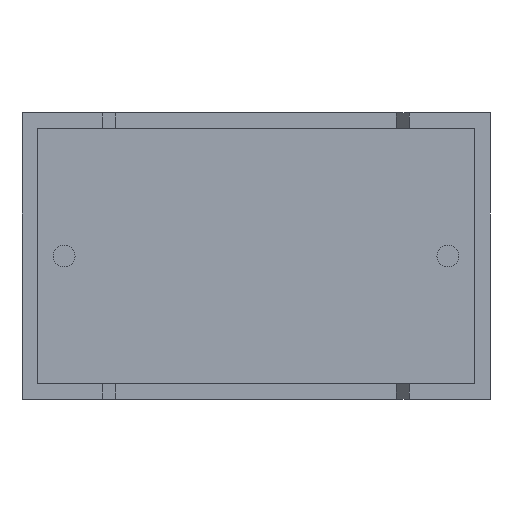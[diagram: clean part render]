
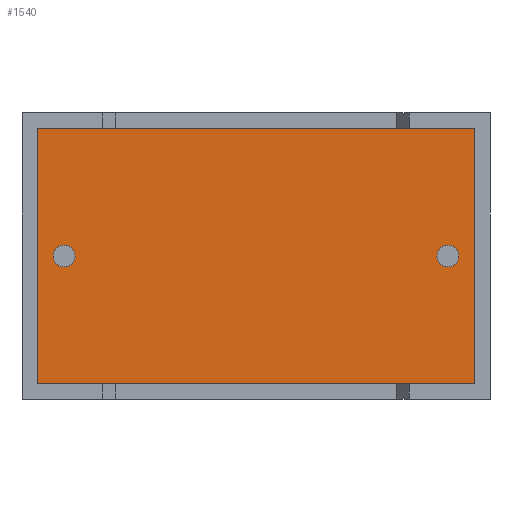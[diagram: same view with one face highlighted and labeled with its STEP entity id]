
A CAD part, front view. The second image highlights one B-rep face of the part: STEP entity #1540.
In plain terms, the highlighted planar face has unit normal (0, -1, 0).
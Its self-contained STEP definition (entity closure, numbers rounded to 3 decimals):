
#4 = CARTESIAN_POINT ( 'NONE',  ( 17.69, 0.75, 0.61 ) ) ;
#17 = DIRECTION ( 'NONE',  ( 0., -1., 0. ) ) ;
#49 = CARTESIAN_POINT ( 'NONE',  ( 0.61, 0.75, 10.59 ) ) ;
#116 = AXIS2_PLACEMENT_3D ( 'NONE', #1394, #932, #2139 ) ;
#160 = CARTESIAN_POINT ( 'NONE',  ( 0.61, 0.75, 0.61 ) ) ;
#270 = CARTESIAN_POINT ( 'NONE',  ( 1.65, 0.75, 5.175 ) ) ;
#277 = ORIENTED_EDGE ( 'NONE', *, *, #678, .T. ) ;
#426 = LINE ( 'NONE', #160, #2975 ) ;
#453 = DIRECTION ( 'NONE',  ( 0., 0., -1. ) ) ;
#472 = VERTEX_POINT ( 'NONE', #270 ) ;
#481 = CARTESIAN_POINT ( 'NONE',  ( 17.69, 0.75, 10.59 ) ) ;
#507 = EDGE_LOOP ( 'NONE', ( #1963, #810 ) ) ;
#532 = CARTESIAN_POINT ( 'NONE',  ( 1.65, 0.75, 5.6 ) ) ;
#538 = DIRECTION ( 'NONE',  ( 0., 0., -1. ) ) ;
#678 = EDGE_CURVE ( 'NONE', #879, #2884, #426, .T. ) ;
#718 = CIRCLE ( 'NONE', #2447, 0.425 ) ;
#810 = ORIENTED_EDGE ( 'NONE', *, *, #2372, .F. ) ;
#814 = ORIENTED_EDGE ( 'NONE', *, *, #2580, .F. ) ;
#816 = CARTESIAN_POINT ( 'NONE',  ( 16.65, 0.75, 5.6 ) ) ;
#879 = VERTEX_POINT ( 'NONE', #2451 ) ;
#932 = DIRECTION ( 'NONE',  ( 0., -1., 0. ) ) ;
#968 = ORIENTED_EDGE ( 'NONE', *, *, #1129, .T. ) ;
#1033 = CARTESIAN_POINT ( 'NONE',  ( 16.65, 0.75, 5.175 ) ) ;
#1129 = EDGE_CURVE ( 'NONE', #1378, #1745, #1184, .T. ) ;
#1136 = CARTESIAN_POINT ( 'NONE',  ( 17.69, 0.75, 10.59 ) ) ;
#1147 = EDGE_CURVE ( 'NONE', #2884, #1378, #2130, .T. ) ;
#1179 = VERTEX_POINT ( 'NONE', #2575 ) ;
#1184 = LINE ( 'NONE', #481, #1649 ) ;
#1193 = PLANE ( 'NONE',  #116 ) ;
#1250 = AXIS2_PLACEMENT_3D ( 'NONE', #1413, #17, #2624 ) ;
#1305 = CIRCLE ( 'NONE', #2103, 0.425 ) ;
#1326 = ORIENTED_EDGE ( 'NONE', *, *, #1656, .T. ) ;
#1364 = CIRCLE ( 'NONE', #2695, 0.425 ) ;
#1378 = VERTEX_POINT ( 'NONE', #1136 ) ;
#1394 = CARTESIAN_POINT ( 'NONE',  ( 0., 0.75, 0. ) ) ;
#1413 = CARTESIAN_POINT ( 'NONE',  ( 1.65, 0.75, 5.6 ) ) ;
#1418 = CARTESIAN_POINT ( 'NONE',  ( 17.69, 0.75, 0.61 ) ) ;
#1425 = FACE_BOUND ( 'NONE', #1783, .T. ) ;
#1510 = EDGE_CURVE ( 'NONE', #1632, #472, #2541, .T. ) ;
#1540 = ADVANCED_FACE ( 'NONE', ( #2340, #1926, #1425 ), #1193, .T. ) ;
#1564 = EDGE_LOOP ( 'NONE', ( #1326, #277, #1880, #968 ) ) ;
#1594 = CARTESIAN_POINT ( 'NONE',  ( 16.65, 0.75, 5.6 ) ) ;
#1632 = VERTEX_POINT ( 'NONE', #1738 ) ;
#1649 = VECTOR ( 'NONE', #2401, 1000. ) ;
#1656 = EDGE_CURVE ( 'NONE', #1745, #879, #1755, .T. ) ;
#1738 = CARTESIAN_POINT ( 'NONE',  ( 1.65, 0.75, 6.025 ) ) ;
#1745 = VERTEX_POINT ( 'NONE', #1879 ) ;
#1755 = LINE ( 'NONE', #49, #2248 ) ;
#1769 = DIRECTION ( 'NONE',  ( 0., 0., -1. ) ) ;
#1774 = EDGE_CURVE ( 'NONE', #1179, #2373, #1305, .T. ) ;
#1783 = EDGE_LOOP ( 'NONE', ( #2370, #814 ) ) ;
#1841 = DIRECTION ( 'NONE',  ( 0., -1., 0. ) ) ;
#1879 = CARTESIAN_POINT ( 'NONE',  ( 0.61, 0.75, 10.59 ) ) ;
#1880 = ORIENTED_EDGE ( 'NONE', *, *, #1147, .T. ) ;
#1926 = FACE_OUTER_BOUND ( 'NONE', #1564, .T. ) ;
#1963 = ORIENTED_EDGE ( 'NONE', *, *, #1774, .F. ) ;
#2103 = AXIS2_PLACEMENT_3D ( 'NONE', #1594, #1841, #453 ) ;
#2130 = LINE ( 'NONE', #4, #2827 ) ;
#2136 = DIRECTION ( 'NONE',  ( 0., -1., 0. ) ) ;
#2139 = DIRECTION ( 'NONE',  ( 0., 0., -1. ) ) ;
#2150 = DIRECTION ( 'NONE',  ( 0., 0., -1. ) ) ;
#2248 = VECTOR ( 'NONE', #538, 1000. ) ;
#2340 = FACE_BOUND ( 'NONE', #507, .T. ) ;
#2370 = ORIENTED_EDGE ( 'NONE', *, *, #1510, .F. ) ;
#2372 = EDGE_CURVE ( 'NONE', #2373, #1179, #1364, .T. ) ;
#2373 = VERTEX_POINT ( 'NONE', #1033 ) ;
#2401 = DIRECTION ( 'NONE',  ( -1., 0., 0. ) ) ;
#2447 = AXIS2_PLACEMENT_3D ( 'NONE', #532, #2136, #2150 ) ;
#2451 = CARTESIAN_POINT ( 'NONE',  ( 0.61, 0.75, 0.61 ) ) ;
#2518 = DIRECTION ( 'NONE',  ( 0., -1., 0. ) ) ;
#2541 = CIRCLE ( 'NONE', #1250, 0.425 ) ;
#2575 = CARTESIAN_POINT ( 'NONE',  ( 16.65, 0.75, 6.025 ) ) ;
#2580 = EDGE_CURVE ( 'NONE', #472, #1632, #718, .T. ) ;
#2624 = DIRECTION ( 'NONE',  ( 0., 0., -1. ) ) ;
#2695 = AXIS2_PLACEMENT_3D ( 'NONE', #816, #2518, #1769 ) ;
#2814 = DIRECTION ( 'NONE',  ( 0., 0., 1. ) ) ;
#2827 = VECTOR ( 'NONE', #2814, 1000. ) ;
#2884 = VERTEX_POINT ( 'NONE', #1418 ) ;
#2975 = VECTOR ( 'NONE', #2978, 1000. ) ;
#2978 = DIRECTION ( 'NONE',  ( 1., 0., 0. ) ) ;
